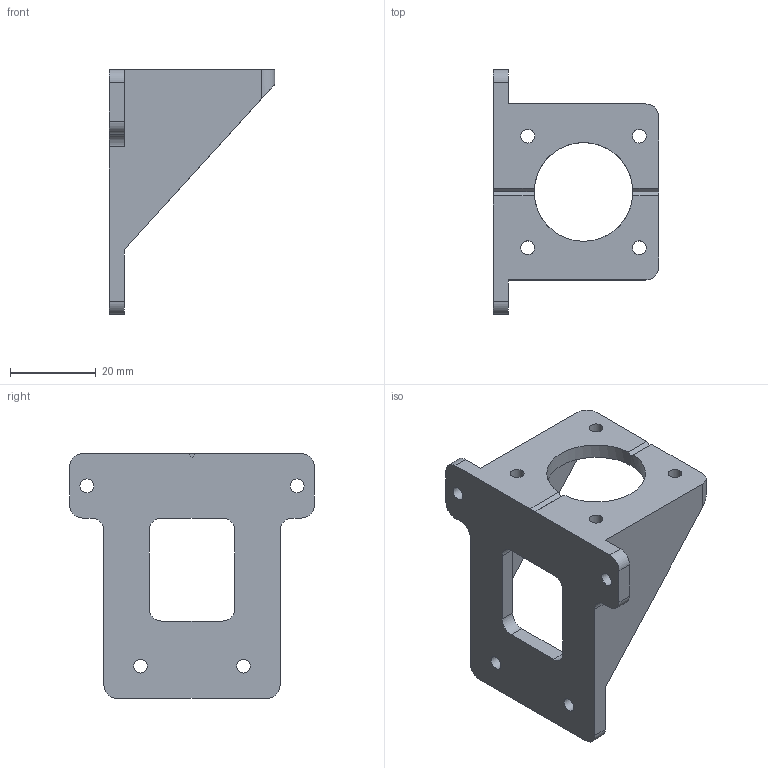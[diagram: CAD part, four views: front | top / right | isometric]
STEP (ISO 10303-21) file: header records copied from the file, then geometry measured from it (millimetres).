
FILE_DESCRIPTION(('FreeCAD Model'),'2;1');
FILE_NAME('Open CASCADE Shape Model','2021-12-31T21:09:33',('Author'),( ''),'Open CASCADE STEP processor 7.5','FreeCAD','Unknown');
FILE_SCHEMA(('AUTOMOTIVE_DESIGN { 1 0 10303 214 1 1 1 1 }'));
Length unit declared in the file: millimetre
Products named in the file (1): motor.holder
Bounding box: 38.5 x 57 x 57 mm (x, y, z)
Volume: 14698.1 mm3; surface area: 10493.9 mm2
Topology: 1 solids, 1 shells, 50 faces, 145 edges, 96 vertices
Faces by surface type: plane 27, cylinder 23
Full cylindrical faces by diameter (mm): 3.2 x8, 23 x1
Entity records: 3680 total; most frequent: CARTESIAN_POINT 756, DIRECTION 544, LINE 302, VECTOR 302, ORIENTED_EDGE 290, PCURVE 290, DEFINITIONAL_REPRESENTATION 290, EDGE_CURVE 145
